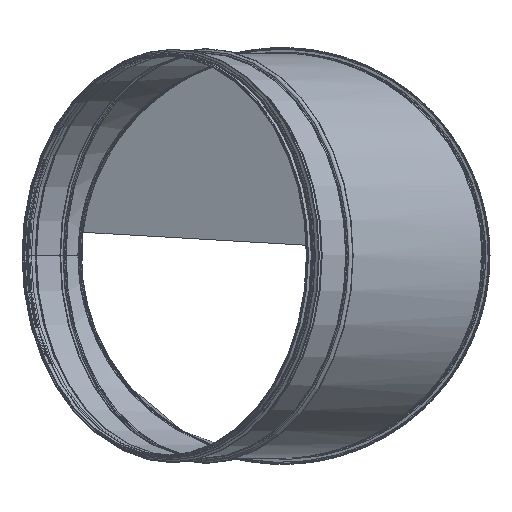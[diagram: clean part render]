
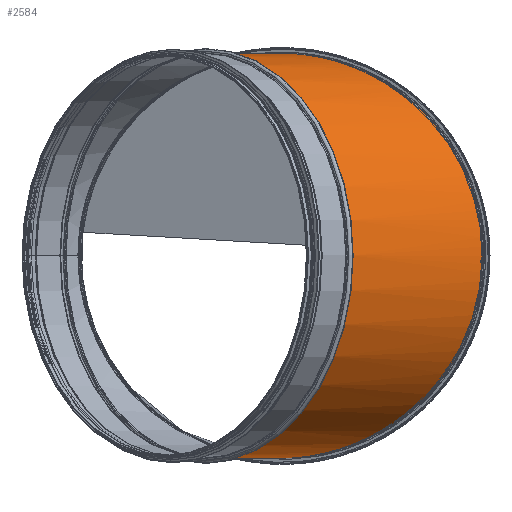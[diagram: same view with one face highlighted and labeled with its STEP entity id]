
A CAD part, top view. The second image highlights one B-rep face of the part: STEP entity #2584.
In plain terms, the highlighted cylindrical face has radius 249.375 mm (diameter 498.75 mm), a full revolution.
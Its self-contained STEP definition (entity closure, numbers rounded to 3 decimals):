
#1320=CARTESIAN_POINT('',(-249.375,305.,0.));
#1321=VERTEX_POINT('',#1320);
#1322=CARTESIAN_POINT('',(249.375,98.411,-0.004));
#1323=VERTEX_POINT('',#1322);
#1324=CARTESIAN_POINT('',(0.0,201.705,0.0));
#1325=DIRECTION('',(-0.383,-0.924,0.0));
#1326=DIRECTION('',(0.924,-0.383,0.0));
#1327=AXIS2_PLACEMENT_3D('',#1324,#1325,#1326);
#1328=ELLIPSE('',#1327,269.922,249.375);
#1329=EDGE_CURVE('',#1321,#1323,#1328,.T.);
#1357=CARTESIAN_POINT('',(249.375,98.411,0.007));
#1358=VERTEX_POINT('',#1357);
#1359=CARTESIAN_POINT('',(0.0,201.705,0.0));
#1360=DIRECTION('',(-0.383,-0.924,0.0));
#1361=DIRECTION('',(0.924,-0.383,0.0));
#1362=AXIS2_PLACEMENT_3D('',#1359,#1360,#1361);
#1363=ELLIPSE('',#1362,269.922,249.375);
#1364=EDGE_CURVE('',#1358,#1321,#1363,.T.);
#2486=CARTESIAN_POINT('',(249.375,98.411,0.0));
#2487=VERTEX_POINT('',#2486);
#2488=CARTESIAN_POINT('',(0.0,201.705,0.0));
#2489=DIRECTION('',(-0.383,-0.924,0.0));
#2490=DIRECTION('',(0.924,-0.383,0.0));
#2491=AXIS2_PLACEMENT_3D('',#2488,#2489,#2490);
#2492=ELLIPSE('',#2491,269.922,249.375);
#2493=EDGE_CURVE('',#2487,#1358,#2492,.T.);
#2551=CARTESIAN_POINT('',(0.0,146.757,0.0));
#2552=DIRECTION('',(0.0,-1.0,0.0));
#2553=DIRECTION('',(1.0,0.0,0.0));
#2554=AXIS2_PLACEMENT_3D('',#2551,#2552,#2553);
#2555=CYLINDRICAL_SURFACE('',#2554,249.375);
#2556=ORIENTED_EDGE('',*,*,#2493,.T.);
#2557=ORIENTED_EDGE('',*,*,#1364,.T.);
#2558=ORIENTED_EDGE('',*,*,#1329,.T.);
#2559=CARTESIAN_POINT('',(249.375,77.0,-0.004));
#2560=VERTEX_POINT('',#2559);
#2561=CARTESIAN_POINT('',(249.375,98.411,-0.004));
#2562=DIRECTION('',(0.0,-1.0,0.0));
#2563=VECTOR('',#2562,21.411);
#2564=LINE('',#2561,#2563);
#2565=EDGE_CURVE('',#1323,#2560,#2564,.T.);
#2566=ORIENTED_EDGE('',*,*,#2565,.T.);
#2567=CARTESIAN_POINT('',(249.375,77.0,0.0));
#2568=VERTEX_POINT('',#2567);
#2569=CARTESIAN_POINT('',(0.0,77.0,0.0));
#2570=DIRECTION('',(0.0,-1.0,0.0));
#2571=DIRECTION('',(1.0,0.0,0.0));
#2572=AXIS2_PLACEMENT_3D('',#2569,#2570,#2571);
#2573=CIRCLE('',#2572,249.375);
#2574=EDGE_CURVE('',#2568,#2560,#2573,.T.);
#2575=ORIENTED_EDGE('',*,*,#2574,.F.);
#2576=CARTESIAN_POINT('',(249.375,77.0,0.0));
#2577=DIRECTION('',(0.0,1.0,0.0));
#2578=VECTOR('',#2577,21.411);
#2579=LINE('',#2576,#2578);
#2580=EDGE_CURVE('',#2568,#2487,#2579,.T.);
#2581=ORIENTED_EDGE('',*,*,#2580,.T.);
#2582=EDGE_LOOP('',(#2556,#2557,#2558,#2566,#2575,#2581));
#2583=FACE_OUTER_BOUND('',#2582,.T.);
#2584=ADVANCED_FACE('',(#2583),#2555,.T.);
